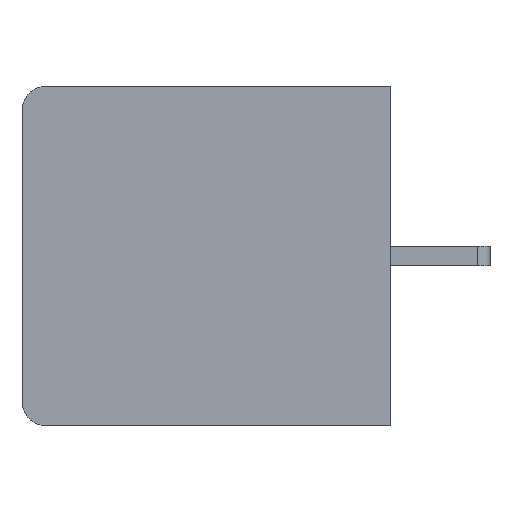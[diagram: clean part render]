
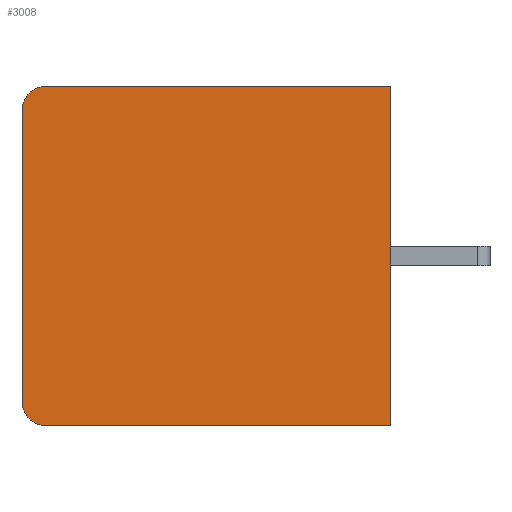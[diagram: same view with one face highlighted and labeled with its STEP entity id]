
A CAD part, left-side view. The second image highlights one B-rep face of the part: STEP entity #3008.
In plain terms, the highlighted planar face has unit normal (-1, 0, 0).
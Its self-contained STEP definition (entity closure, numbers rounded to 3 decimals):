
#149=DIRECTION('',(0.,0.,1.));
#150=VECTOR('',#149,14.);
#151=CARTESIAN_POINT('',(0.,0.,0.));
#152=LINE('',#151,#150);
#582=DIRECTION('',(0.,0.,1.));
#583=VECTOR('',#582,12.);
#584=CARTESIAN_POINT('',(0.,15.2,1.));
#585=LINE('',#584,#583);
#747=DIRECTION('',(0.,1.,0.));
#748=VECTOR('',#747,14.2);
#749=CARTESIAN_POINT('',(0.,0.,14.));
#750=LINE('',#749,#748);
#862=CARTESIAN_POINT('',(0.,14.2,13.));
#863=DIRECTION('',(-1.,0.,0.));
#864=DIRECTION('',(0.,0.,1.));
#865=AXIS2_PLACEMENT_3D('',#862,#863,#864);
#867=DIRECTION('',(0.,1.,0.));
#868=VECTOR('',#867,14.2);
#869=CARTESIAN_POINT('',(0.,0.,0.));
#870=LINE('',#869,#868);
#871=CARTESIAN_POINT('',(0.,14.2,1.));
#872=DIRECTION('',(-1.,0.,0.));
#873=DIRECTION('',(0.,1.,0.));
#874=AXIS2_PLACEMENT_3D('',#871,#872,#873);
#1373=CARTESIAN_POINT('',(0.,0.,0.));
#1374=CARTESIAN_POINT('',(0.,0.,14.));
#1375=VERTEX_POINT('',#1373);
#1376=VERTEX_POINT('',#1374);
#1709=CARTESIAN_POINT('',(0.,14.2,14.));
#1711=VERTEX_POINT('',#1709);
#1713=CARTESIAN_POINT('',(0.,15.2,13.));
#1714=VERTEX_POINT('',#1713);
#1736=CARTESIAN_POINT('',(0.,15.2,1.));
#1738=VERTEX_POINT('',#1736);
#1739=CARTESIAN_POINT('',(0.,14.2,0.));
#1740=VERTEX_POINT('',#1739);
#2994=CARTESIAN_POINT('',(0.,0.,0.));
#2995=DIRECTION('',(-1.,0.,0.));
#2996=DIRECTION('',(0.,0.,1.));
#2997=AXIS2_PLACEMENT_3D('',#2994,#2995,#2996);
#2998=PLANE('',#2997);
#3000=ORIENTED_EDGE('',*,*,#2999,.F.);
#3001=ORIENTED_EDGE('',*,*,#2849,.F.);
#3002=ORIENTED_EDGE('',*,*,#1977,.F.);
#3003=ORIENTED_EDGE('',*,*,#2892,.T.);
#3004=ORIENTED_EDGE('',*,*,#2579,.F.);
#3005=ORIENTED_EDGE('',*,*,#2657,.T.);
#3006=EDGE_LOOP('',(#3000,#3001,#3002,#3003,#3004,#3005));
#3007=FACE_OUTER_BOUND('',#3006,.F.);
#3008=ADVANCED_FACE('',(#3007),#2998,.T.);
#866=CIRCLE('',#865,1.);
#875=CIRCLE('',#874,1.);
#1977=EDGE_CURVE('',#1375,#1376,#152,.T.);
#2579=EDGE_CURVE('',#1738,#1740,#875,.T.);
#2657=EDGE_CURVE('',#1738,#1714,#585,.T.);
#2849=EDGE_CURVE('',#1376,#1711,#750,.T.);
#2892=EDGE_CURVE('',#1375,#1740,#870,.T.);
#2999=EDGE_CURVE('',#1711,#1714,#866,.T.);
